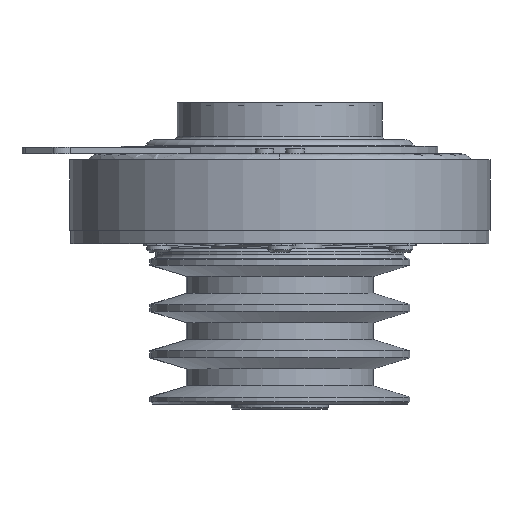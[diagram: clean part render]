
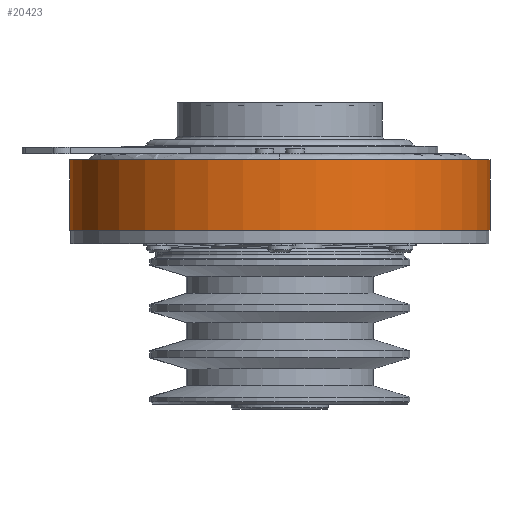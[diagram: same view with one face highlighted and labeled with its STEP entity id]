
A CAD part, front view. The second image highlights one B-rep face of the part: STEP entity #20423.
In plain terms, the highlighted cylindrical face has radius 86.5 mm (diameter 173 mm), a partial arc.
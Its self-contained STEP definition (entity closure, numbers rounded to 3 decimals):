
#111 = DIRECTION ( 'NONE',  ( -1., 0., 0. ) ) ;
#218 = CYLINDRICAL_SURFACE ( 'NONE', #694, 86.5 ) ;
#378 = DIRECTION ( 'NONE',  ( 0., 0., -1. ) ) ;
#694 = AXIS2_PLACEMENT_3D ( 'NONE', #3855, #22068, #9356 ) ;
#810 = CARTESIAN_POINT ( 'NONE',  ( -86.5, 0., 57.89 ) ) ;
#2563 = LINE ( 'NONE', #810, #21356 ) ;
#2714 = CARTESIAN_POINT ( 'NONE',  ( 86.5, 0., 57.89 ) ) ;
#2907 = CIRCLE ( 'NONE', #9558, 86.5 ) ;
#2918 = EDGE_LOOP ( 'NONE', ( #15129, #17687, #11376, #12724 ) ) ;
#3592 = EDGE_CURVE ( 'NONE', #23017, #16001, #7664, .T. ) ;
#3744 = CARTESIAN_POINT ( 'NONE',  ( 86.5, 0., -31.65 ) ) ;
#3855 = CARTESIAN_POINT ( 'NONE',  ( 0., 0., 57.89 ) ) ;
#7664 = LINE ( 'NONE', #2714, #21604 ) ;
#8107 = EDGE_CURVE ( 'NONE', #23017, #13231, #20848, .T. ) ;
#9023 = EDGE_CURVE ( 'NONE', #13231, #15800, #2563, .T. ) ;
#9356 = DIRECTION ( 'NONE',  ( 1., 0., 0. ) ) ;
#9558 = AXIS2_PLACEMENT_3D ( 'NONE', #21866, #10991, #111 ) ;
#9898 = FACE_OUTER_BOUND ( 'NONE', #2918, .T. ) ;
#10991 = DIRECTION ( 'NONE',  ( 0., 0., -1. ) ) ;
#11052 = AXIS2_PLACEMENT_3D ( 'NONE', #11281, #378, #13108 ) ;
#11281 = CARTESIAN_POINT ( 'NONE',  ( 0., 0., -31.65 ) ) ;
#11376 = ORIENTED_EDGE ( 'NONE', *, *, #3592, .T. ) ;
#12724 = ORIENTED_EDGE ( 'NONE', *, *, #16350, .T. ) ;
#13108 = DIRECTION ( 'NONE',  ( -1., 0., 0. ) ) ;
#13231 = VERTEX_POINT ( 'NONE', #13265 ) ;
#13265 = CARTESIAN_POINT ( 'NONE',  ( -86.5, 0., -31.65 ) ) ;
#15129 = ORIENTED_EDGE ( 'NONE', *, *, #9023, .F. ) ;
#15314 = CARTESIAN_POINT ( 'NONE',  ( 86.5, 0., -2.6 ) ) ;
#15478 = DIRECTION ( 'NONE',  ( 0., 0., 1. ) ) ;
#15800 = VERTEX_POINT ( 'NONE', #21977 ) ;
#16001 = VERTEX_POINT ( 'NONE', #15314 ) ;
#16350 = EDGE_CURVE ( 'NONE', #16001, #15800, #2907, .T. ) ;
#17687 = ORIENTED_EDGE ( 'NONE', *, *, #8107, .F. ) ;
#20423 = ADVANCED_FACE ( 'NONE', ( #9898 ), #218, .T. ) ;
#20844 = DIRECTION ( 'NONE',  ( 0., 0., 1. ) ) ;
#20848 = CIRCLE ( 'NONE', #11052, 86.5 ) ;
#21356 = VECTOR ( 'NONE', #20844, 1000. ) ;
#21604 = VECTOR ( 'NONE', #15478, 1000. ) ;
#21866 = CARTESIAN_POINT ( 'NONE',  ( 0., 0., -2.6 ) ) ;
#21977 = CARTESIAN_POINT ( 'NONE',  ( -86.5, 0., -2.6 ) ) ;
#22068 = DIRECTION ( 'NONE',  ( 0., 0., 1. ) ) ;
#23017 = VERTEX_POINT ( 'NONE', #3744 ) ;
